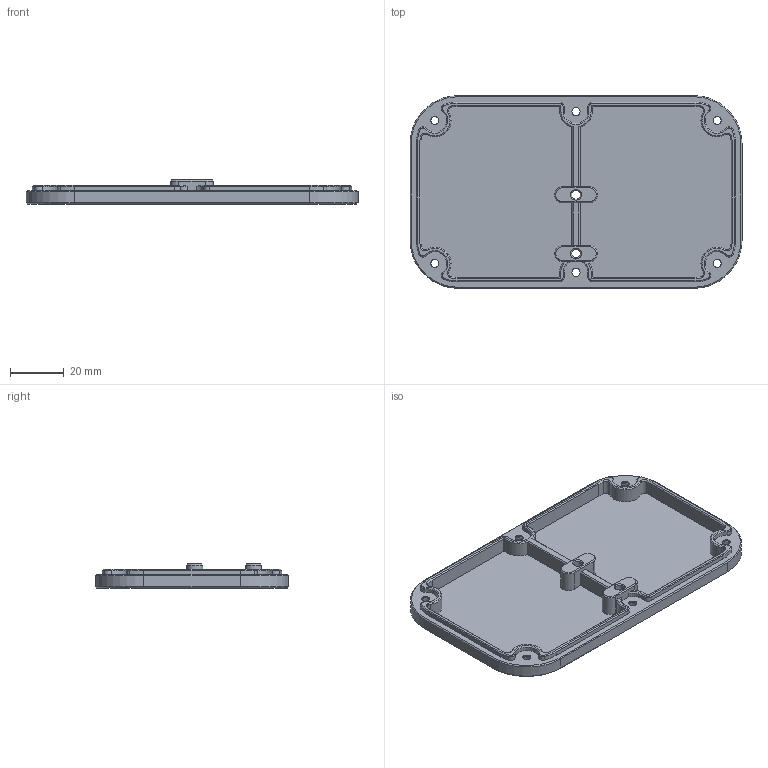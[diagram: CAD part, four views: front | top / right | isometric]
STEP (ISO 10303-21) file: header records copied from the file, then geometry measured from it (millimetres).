
FILE_DESCRIPTION(/* description */ (''),/* implementation_level */ '2;1');
FILE_NAME(/* name */ 'bottom_cover_a.step',/* time_stamp */ '2023-09-02T03:07:31-04:00',/* author */ (''),/* organization */ (''),/* preprocessor_version */ 'ST-DEVELOPER v20',/* originating_system */ 'Autodesk Translation Framework v12.9.0.99',/* authorisation */ '');
FILE_SCHEMA (('AUTOMOTIVE_DESIGN { 1 0 10303 214 3 1 1 }'));
Length unit declared in the file: millimetre
Products named in the file (1): bottom_cover_a
Bounding box: 124 x 72 x 9 mm (x, y, z)
Volume: 18440.5 mm3; surface area: 23103.2 mm2
Topology: 1 solids, 1 shells, 242 faces, 587 edges, 354 vertices
Faces by surface type: cone 83, plane 82, cylinder 77
Full cylindrical faces by diameter (mm): 3 x6, 3.3 x2, 6.08 x6
Entity records: 7077 total; most frequent: DIRECTION 1306, CARTESIAN_POINT 1198, ORIENTED_EDGE 1174, EDGE_CURVE 587, AXIS2_PLACEMENT_3D 482, VERTEX_POINT 354, LINE 342, VECTOR 342
